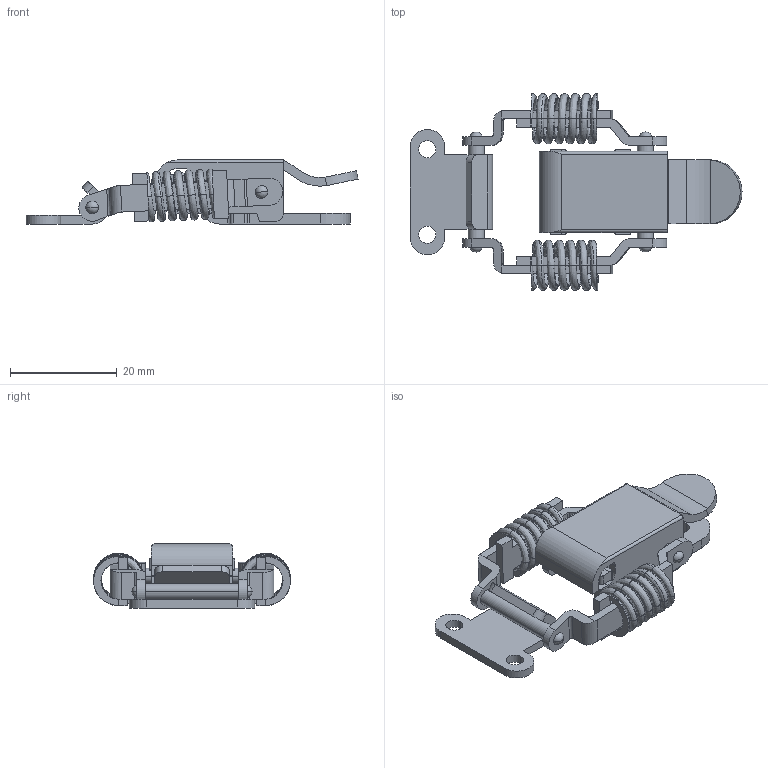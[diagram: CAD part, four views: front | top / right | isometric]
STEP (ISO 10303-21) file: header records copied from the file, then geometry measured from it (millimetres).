
FILE_DESCRIPTION( (''), '2;1');
FILE_NAME ('PC017.12600.TL_11Z_003_23977.stp','2023-02-20T14:03:49',(''),(''),'spGate 18.9.1 (****-****-****-****)','','');
FILE_SCHEMA (('AUTOMOTIVE_DESIGN'));
Length unit declared in the file: millimetre
Products named in the file (8): Assembly; arm_AB; arm_C; base; lever; TL_176Z_2; spring; spring2
Assembly tree (7 placements, depth 2):
  Assembly
    arm_AB
    arm_C
    base
    lever
    TL_176Z_2
    spring
    spring2
Bounding box: 62.25 x 36.9 x 12 mm (x, y, z)
Volume: 4613.3 mm3; surface area: 7568.5 mm2
Topology: 7 solids, 7 shells, 389 faces, 957 edges, 582 vertices
Faces by surface type: plane 140, bspline 128, cylinder 113, sphere 8
Entity records: 26344 total; most frequent: CARTESIAN_POINT 10278, ORIENTED_EDGE 1898, DIRECTION 1485, COLOUR_RGB 1345, PRESENTATION_STYLE_ASSIGNMENT 1345, STYLED_ITEM 1345, EDGE_CURVE 949, DRAUGHTING_PRE_DEFINED_CURVE_FONT 949
